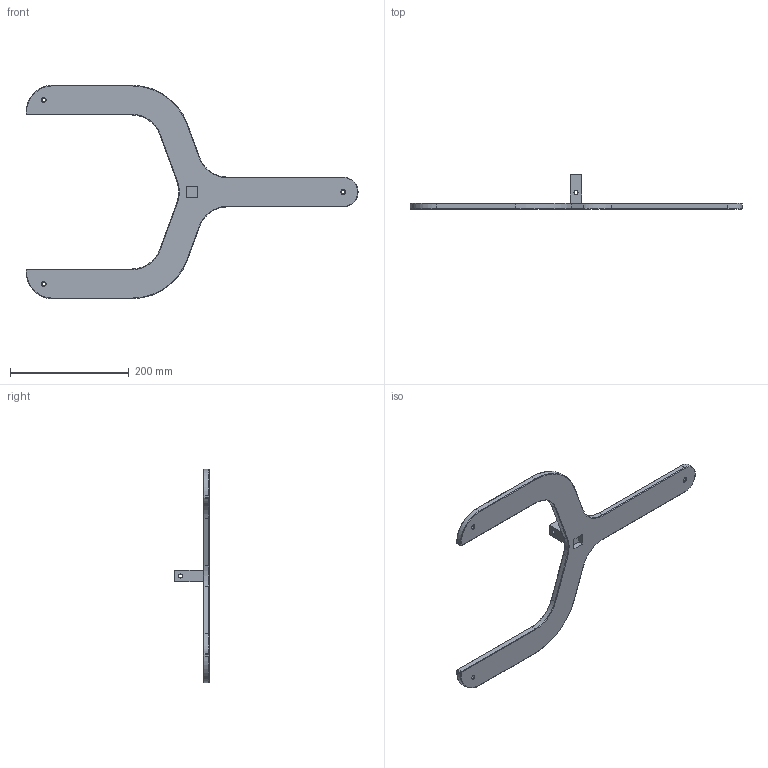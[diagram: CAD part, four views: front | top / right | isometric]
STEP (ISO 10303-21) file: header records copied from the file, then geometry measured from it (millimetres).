
FILE_DESCRIPTION (( 'STEP AP203' ), '1' );
FILE_NAME ('Assemblage fourche design et carré plein.STEP', '2020-09-09T11:43:28', ( '' ), ( '' ), 'SwSTEP 2.0', 'SolidWorks 2017', '' );
FILE_SCHEMA (( 'CONFIG_CONTROL_DESIGN' ));
Length unit declared in the file: millimetre
Products named in the file (3): Carré plein 20x20X50; Fourche design; Assemblage fourche design et carré plein
Assembly tree (2 placements, depth 2):
  Assemblage fourche design et carré plein
    Carré plein 20x20X50
    Fourche design
Bounding box: 560 x 58.46 x 360 mm (x, y, z)
Volume: 514300.5 mm3; surface area: 124964.4 mm2
Topology: 2 solids, 2 shells, 112 faces, 260 edges, 152 vertices
Faces by surface type: cylinder 49, torus 38, plane 25
Entity records: 3509 total; most frequent: DIRECTION 642, CARTESIAN_POINT 529, ORIENTED_EDGE 520, AXIS2_PLACEMENT_3D 265, EDGE_CURVE 260, VERTEX_POINT 152, CIRCLE 148, EDGE_LOOP 124
